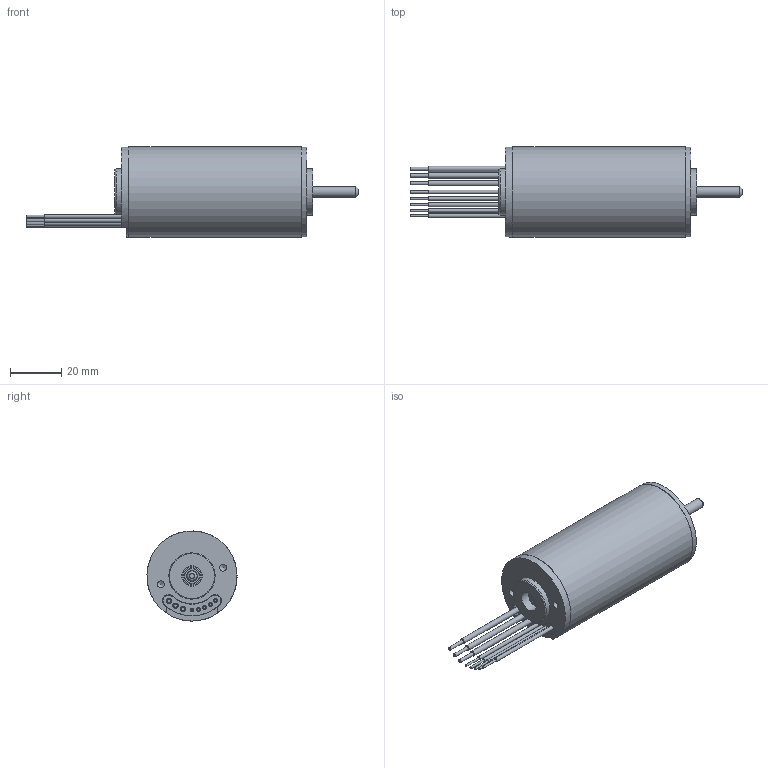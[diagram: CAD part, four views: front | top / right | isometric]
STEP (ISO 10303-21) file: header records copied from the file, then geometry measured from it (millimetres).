
FILE_DESCRIPTION(/* description */ (''),/* implementation_level */ '2;1');
FILE_NAME(/* name */ 'ECM35x20.stp',/* time_stamp */ '2015-05-28T07:38:19+02:00',/* author */ ('SL'),/* organization */ ('Kählig Antriebstechnig GmbH'),/* preprocessor_version */ 'ST-DEVELOPER v15',/* originating_system */ 'SIEMENS PLM Software NX 8.5',/* authorisation */ 'Weitergabe an Dritte ist nicht gestattet');
FILE_SCHEMA (('AUTOMOTIVE_DESIGN { 1 0 10303 214 3 1 1 1 }'));
Length unit declared in the file: millimetre
Products named in the file (1): ECM35x20_stp
Bounding box: 129 x 34.99 x 34.99 mm (x, y, z)
Volume: 29184.3 mm3; surface area: 25100.2 mm2
Topology: 25 solids, 25 shells, 215 faces, 384 edges, 243 vertices
Faces by surface type: plane 78, cylinder 76, cone 49, torus 10, bspline 2
Full cylindrical faces by diameter (mm): 0.85 x5, 1.3 x3, 1.45 x5, 1.7 x5, 2.05 x2, 2.1 x4, 2.5 x3, 2.7 x6, 4 x3, 5.6 x4, 6.005 x2, 7.78 x4, 8 x1, 10 x1, 10.267 x2, 13 x3, 13.6 x1, 18 x2, 30 x1, 32 x4, 35 x3
Entity records: 4764 total; most frequent: DIRECTION 878, CARTESIAN_POINT 764, ORIENTED_EDGE 482, AXIS2_PLACEMENT_3D 427, EDGE_LOOP 389, FACE_BOUND 342, EDGE_CURVE 241, VERTEX_POINT 229
